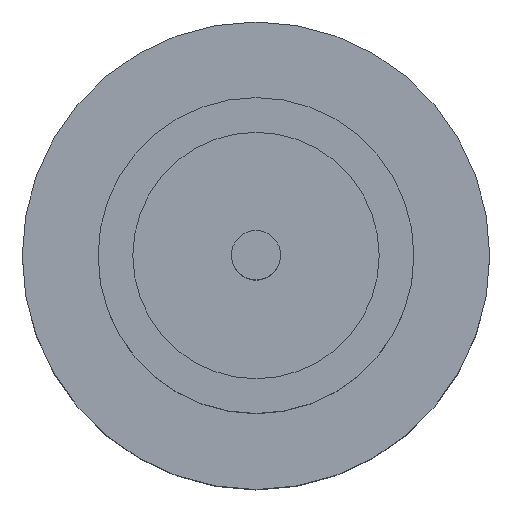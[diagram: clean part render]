
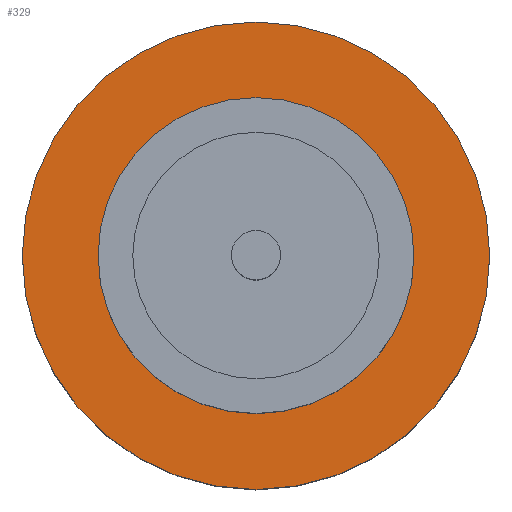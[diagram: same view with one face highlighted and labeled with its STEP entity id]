
A CAD part, top view. The second image highlights one B-rep face of the part: STEP entity #329.
In plain terms, the highlighted planar face has unit normal (0, 0, 1).
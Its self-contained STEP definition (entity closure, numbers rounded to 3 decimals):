
#30 = EDGE_CURVE ( 'NONE', #449, #106, #37, .T. ) ;
#37 = CIRCLE ( 'NONE', #668, 1.25 ) ;
#77 = CARTESIAN_POINT ( 'NONE',  ( 0., 0., 1.55 ) ) ;
#91 = ORIENTED_EDGE ( 'NONE', *, *, #116, .F. ) ;
#106 = VERTEX_POINT ( 'NONE', #492 ) ;
#116 = EDGE_CURVE ( 'NONE', #106, #449, #633, .T. ) ;
#120 = CARTESIAN_POINT ( 'NONE',  ( -1.25, 0., 1.55 ) ) ;
#125 = EDGE_CURVE ( 'NONE', #320, #493, #626, .T. ) ;
#165 = DIRECTION ( 'NONE',  ( 1., 0., 0. ) ) ;
#197 = CARTESIAN_POINT ( 'NONE',  ( 0., 0., 1.55 ) ) ;
#241 = DIRECTION ( 'NONE',  ( 0., 0., 1. ) ) ;
#281 = DIRECTION ( 'NONE',  ( 0., 0., 1. ) ) ;
#305 = ORIENTED_EDGE ( 'NONE', *, *, #307, .T. ) ;
#307 = EDGE_CURVE ( 'NONE', #493, #320, #380, .T. ) ;
#314 = DIRECTION ( 'NONE',  ( 0., 0., 1. ) ) ;
#319 = DIRECTION ( 'NONE',  ( 0., 0., 1. ) ) ;
#320 = VERTEX_POINT ( 'NONE', #582 ) ;
#328 = FACE_OUTER_BOUND ( 'NONE', #612, .T. ) ;
#329 = ADVANCED_FACE ( 'NONE', ( #537, #328 ), #401, .T. ) ;
#380 = CIRCLE ( 'NONE', #643, 1.85 ) ;
#401 = PLANE ( 'NONE',  #655 ) ;
#430 = AXIS2_PLACEMENT_3D ( 'NONE', #197, #314, #669 ) ;
#449 = VERTEX_POINT ( 'NONE', #120 ) ;
#464 = CARTESIAN_POINT ( 'NONE',  ( 0., 0., 1.55 ) ) ;
#492 = CARTESIAN_POINT ( 'NONE',  ( 1.25, 0., 1.55 ) ) ;
#493 = VERTEX_POINT ( 'NONE', #598 ) ;
#500 = DIRECTION ( 'NONE',  ( 1., 0., 0. ) ) ;
#515 = CARTESIAN_POINT ( 'NONE',  ( 0., 0., 1.55 ) ) ;
#526 = AXIS2_PLACEMENT_3D ( 'NONE', #77, #319, #500 ) ;
#537 = FACE_BOUND ( 'NONE', #595, .T. ) ;
#577 = ORIENTED_EDGE ( 'NONE', *, *, #30, .F. ) ;
#582 = CARTESIAN_POINT ( 'NONE',  ( 1.85, 0., 1.55 ) ) ;
#595 = EDGE_LOOP ( 'NONE', ( #91, #577 ) ) ;
#598 = CARTESIAN_POINT ( 'NONE',  ( -1.85, 0., 1.55 ) ) ;
#599 = DIRECTION ( 'NONE',  ( 0., 0., 1. ) ) ;
#600 = CARTESIAN_POINT ( 'NONE',  ( 0., 0., 1.55 ) ) ;
#612 = EDGE_LOOP ( 'NONE', ( #305, #628 ) ) ;
#626 = CIRCLE ( 'NONE', #430, 1.85 ) ;
#628 = ORIENTED_EDGE ( 'NONE', *, *, #125, .T. ) ;
#633 = CIRCLE ( 'NONE', #526, 1.25 ) ;
#643 = AXIS2_PLACEMENT_3D ( 'NONE', #515, #281, #165 ) ;
#655 = AXIS2_PLACEMENT_3D ( 'NONE', #464, #241, #696 ) ;
#668 = AXIS2_PLACEMENT_3D ( 'NONE', #600, #599, #704 ) ;
#669 = DIRECTION ( 'NONE',  ( 1., 0., 0. ) ) ;
#696 = DIRECTION ( 'NONE',  ( 1., 0., 0. ) ) ;
#704 = DIRECTION ( 'NONE',  ( 1., 0., 0. ) ) ;
